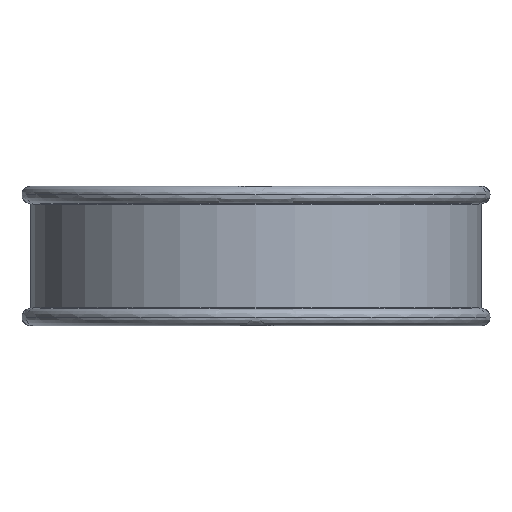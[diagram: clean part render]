
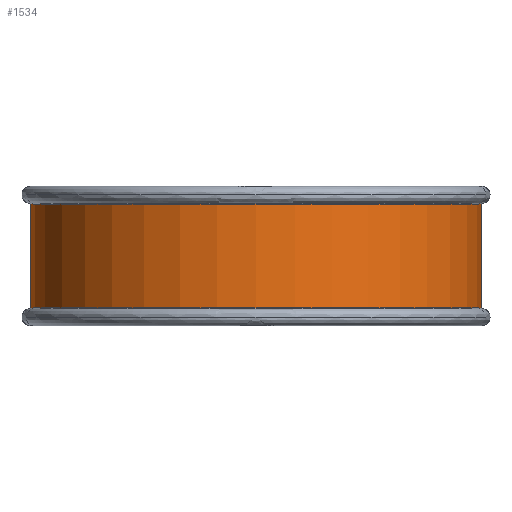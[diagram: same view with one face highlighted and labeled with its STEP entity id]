
A CAD part, front view. The second image highlights one B-rep face of the part: STEP entity #1534.
In plain terms, the highlighted cylindrical face has radius 64.5 mm (diameter 129 mm), a partial arc.
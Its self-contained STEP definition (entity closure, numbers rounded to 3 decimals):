
#10 = AXIS2_PLACEMENT_3D ( 'NONE', #2823, #616, #3096 ) ;
#108 = EDGE_CURVE ( 'NONE', #3503, #3091, #2641, .T. ) ;
#195 = DIRECTION ( 'NONE',  ( 0., 0., 1. ) ) ;
#227 = CARTESIAN_POINT ( 'NONE',  ( 0., 0., 0. ) ) ;
#243 = AXIS2_PLACEMENT_3D ( 'NONE', #227, #3000, #845 ) ;
#254 = CARTESIAN_POINT ( 'NONE',  ( -64.492, -1., -14.807 ) ) ;
#285 = CYLINDRICAL_SURFACE ( 'NONE', #243, 64.5 ) ;
#483 = CARTESIAN_POINT ( 'NONE',  ( 64.492, -1., 0. ) ) ;
#559 = FACE_OUTER_BOUND ( 'NONE', #2299, .T. ) ;
#583 = CIRCLE ( 'NONE', #10, 64.5 ) ;
#616 = DIRECTION ( 'NONE',  ( 0., 0., -1. ) ) ;
#619 = EDGE_CURVE ( 'NONE', #3091, #1214, #583, .T. ) ;
#636 = LINE ( 'NONE', #857, #990 ) ;
#845 = DIRECTION ( 'NONE',  ( -1., 0., 0. ) ) ;
#857 = CARTESIAN_POINT ( 'NONE',  ( -64.492, -1., 0. ) ) ;
#912 = DIRECTION ( 'NONE',  ( 0., 0., -1. ) ) ;
#956 = ORIENTED_EDGE ( 'NONE', *, *, #108, .T. ) ;
#990 = VECTOR ( 'NONE', #912, 1000. ) ;
#1115 = VERTEX_POINT ( 'NONE', #254 ) ;
#1189 = ORIENTED_EDGE ( 'NONE', *, *, #619, .T. ) ;
#1214 = VERTEX_POINT ( 'NONE', #2089 ) ;
#1534 = ADVANCED_FACE ( 'NONE', ( #559 ), #285, .T. ) ;
#1773 = ORIENTED_EDGE ( 'NONE', *, *, #2270, .T. ) ;
#2053 = CARTESIAN_POINT ( 'NONE',  ( 0., 0., -14.807 ) ) ;
#2089 = CARTESIAN_POINT ( 'NONE',  ( -64.492, -1., 14.807 ) ) ;
#2126 = DIRECTION ( 'NONE',  ( 0., 0., 1. ) ) ;
#2270 = EDGE_CURVE ( 'NONE', #1115, #3503, #3045, .T. ) ;
#2299 = EDGE_LOOP ( 'NONE', ( #956, #1189, #2457, #1773 ) ) ;
#2457 = ORIENTED_EDGE ( 'NONE', *, *, #3083, .T. ) ;
#2460 = CARTESIAN_POINT ( 'NONE',  ( 64.492, -1., -14.807 ) ) ;
#2528 = VECTOR ( 'NONE', #195, 1000. ) ;
#2545 = CARTESIAN_POINT ( 'NONE',  ( 64.492, -1., 14.807 ) ) ;
#2606 = DIRECTION ( 'NONE',  ( -1., 0., 0. ) ) ;
#2641 = LINE ( 'NONE', #483, #2528 ) ;
#2823 = CARTESIAN_POINT ( 'NONE',  ( 0., 0., 14.807 ) ) ;
#3000 = DIRECTION ( 'NONE',  ( 0., 0., -1. ) ) ;
#3045 = CIRCLE ( 'NONE', #3108, 64.5 ) ;
#3083 = EDGE_CURVE ( 'NONE', #1214, #1115, #636, .T. ) ;
#3091 = VERTEX_POINT ( 'NONE', #2545 ) ;
#3096 = DIRECTION ( 'NONE',  ( -1., 0., 0. ) ) ;
#3108 = AXIS2_PLACEMENT_3D ( 'NONE', #2053, #2126, #2606 ) ;
#3503 = VERTEX_POINT ( 'NONE', #2460 ) ;
